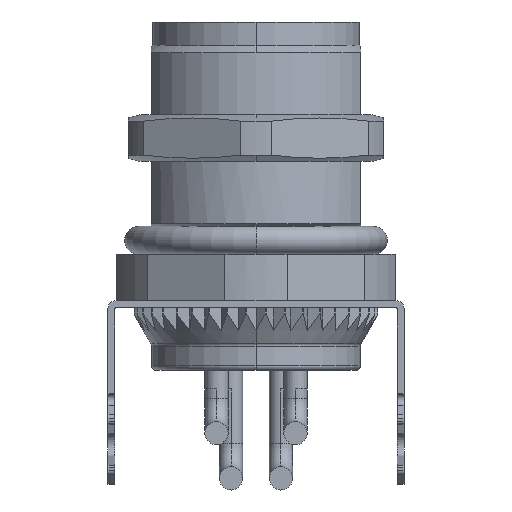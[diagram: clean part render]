
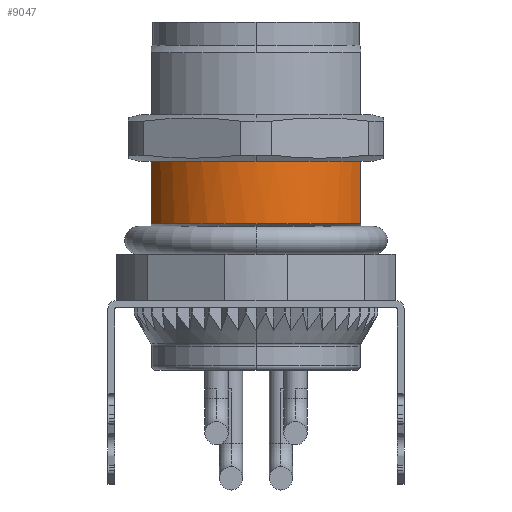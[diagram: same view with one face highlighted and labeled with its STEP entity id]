
A CAD part, front view. The second image highlights one B-rep face of the part: STEP entity #9047.
In plain terms, the highlighted cylindrical face has radius 5 mm (diameter 10 mm), a partial arc.
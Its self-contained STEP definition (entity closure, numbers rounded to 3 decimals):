
#2962=CARTESIAN_POINT('',(0.,0.,-6.));
#2963=DIRECTION('',(0.,0.,-1.));
#2964=DIRECTION('',(0.904,-0.428,0.));
#2965=AXIS2_PLACEMENT_3D('',#2962,#2963,#2964);
#3024=CARTESIAN_POINT('',(0.,0.,-8.682));
#3025=DIRECTION('',(0.,0.,-1.));
#3026=DIRECTION('',(0.904,-0.428,0.));
#3027=AXIS2_PLACEMENT_3D('',#3024,#3025,#3026);
#3029=DIRECTION('',(0.,0.,-1.));
#3030=VECTOR('',#3029,2.682);
#3031=CARTESIAN_POINT('',(-4.519,-2.14,
-6.));
#3032=LINE('',#3031,#3030);
#3033=DIRECTION('',(0.,0.,-1.));
#3034=VECTOR('',#3033,2.682);
#3035=CARTESIAN_POINT('',(4.519,-2.14,
-6.));
#3036=LINE('',#3035,#3034);
#3094=CARTESIAN_POINT('',(0.,0.,-6.));
#3095=DIRECTION('',(0.,0.,1.));
#3096=DIRECTION('',(-0.904,-0.428,0.));
#3097=AXIS2_PLACEMENT_3D('',#3094,#3095,#3096);
#3811=CARTESIAN_POINT('',(-4.519,-2.14,-8.682));
#3825=CARTESIAN_POINT('',(4.519,-2.14,-8.682));
#4399=CARTESIAN_POINT('',(0.,-5.,-6.));
#4401=VERTEX_POINT('',#4399);
#4471=CARTESIAN_POINT('',(4.519,-2.14,
-6.));
#4473=VERTEX_POINT('',#4471);
#4476=CARTESIAN_POINT('',(-4.519,-2.14,
-6.));
#4478=VERTEX_POINT('',#4476);
#4482=VERTEX_POINT('',#3825);
#4485=VERTEX_POINT('',#3811);
#9032=CARTESIAN_POINT('',(0.,0.,0.75));
#9033=DIRECTION('',(0.,0.,-1.));
#9034=DIRECTION('',(0.,-1.,0.));
#9035=AXIS2_PLACEMENT_3D('',#9032,#9033,#9034);
#9036=CYLINDRICAL_SURFACE('',#9035,5.);
#9038=ORIENTED_EDGE('',*,*,#9037,.T.);
#9040=ORIENTED_EDGE('',*,*,#9039,.F.);
#9042=ORIENTED_EDGE('',*,*,#9041,.T.);
#9043=ORIENTED_EDGE('',*,*,#8991,.F.);
#9044=ORIENTED_EDGE('',*,*,#8957,.T.);
#9045=EDGE_LOOP('',(#9038,#9040,#9042,#9043,#9044));
#9046=FACE_OUTER_BOUND('',#9045,.F.);
#2966=CIRCLE('',#2965,5.);
#3028=CIRCLE('',#3027,5.);
#3098=CIRCLE('',#3097,5.);
#8957=EDGE_CURVE('',#4473,#4482,#3036,.T.);
#8991=EDGE_CURVE('',#4473,#4401,#2966,.T.);
#9037=EDGE_CURVE('',#4482,#4485,#3028,.T.);
#9039=EDGE_CURVE('',#4478,#4485,#3032,.T.);
#9041=EDGE_CURVE('',#4478,#4401,#3098,.T.);
#9047=ADVANCED_FACE('',(#9046),#9036,.T.);
